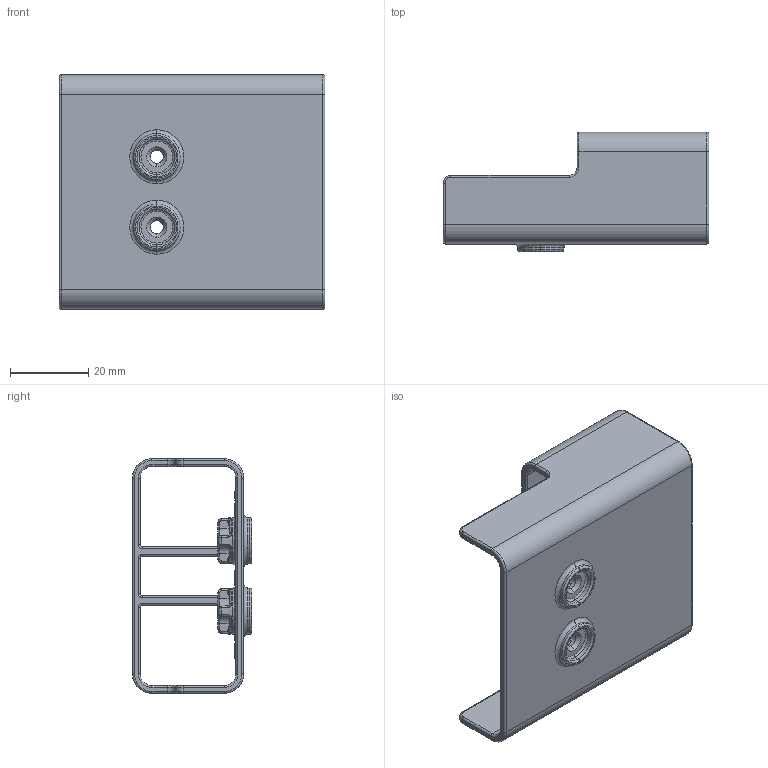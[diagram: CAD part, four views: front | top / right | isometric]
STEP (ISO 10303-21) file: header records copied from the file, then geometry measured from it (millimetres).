
FILE_DESCRIPTION((''),'2;1');
FILE_NAME('DYH','2017-12-19T',('lsh'),(''),'PRO/ENGINEER BY PARAMETRIC TECHNOLOGY CORPORATION, 2010280','PRO/ENGINEER BY PARAMETRIC TECHNOLOGY CORPORATION, 2010280','');
FILE_SCHEMA(('CONFIG_CONTROL_DESIGN'));
Length unit declared in the file: millimetre
Products named in the file (1): DYH
Bounding box: 68 x 30.5 x 60 mm (x, y, z)
Volume: 18566.7 mm3; surface area: 19148.1 mm2
Topology: 1 solids, 1 shells, 601 faces, 1478 edges, 894 vertices
Faces by surface type: plane 247, torus 108, cylinder 108, bspline 86, cone 36, sphere 16
Entity records: 20370 total; most frequent: CARTESIAN_POINT 6490, ORIENTED_EDGE 2956, DIRECTION 2845, EDGE_CURVE 1478, AXIS2_PLACEMENT_3D 1030, VERTEX_POINT 894, VECTOR 785, LINE 785
